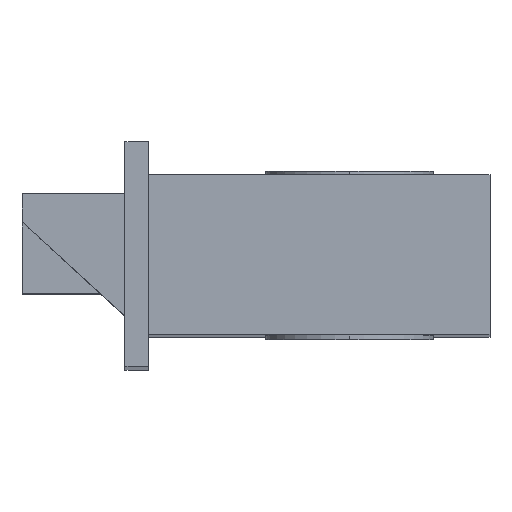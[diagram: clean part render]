
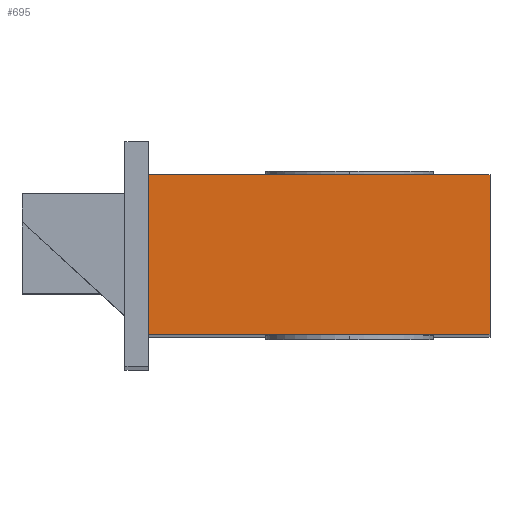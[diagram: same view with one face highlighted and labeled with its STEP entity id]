
A CAD part, top view. The second image highlights one B-rep face of the part: STEP entity #695.
In plain terms, the highlighted planar face has unit normal (0, 0, 1).
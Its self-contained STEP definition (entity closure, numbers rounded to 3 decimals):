
#44 = CARTESIAN_POINT ( 'NONE',  ( 2.5, -8.5, 65. ) ) ;
#134 = VECTOR ( 'NONE', #323, 1000. ) ;
#207 = VERTEX_POINT ( 'NONE', #1359 ) ;
#238 = DIRECTION ( 'NONE',  ( 1., 0., 0. ) ) ;
#274 = EDGE_CURVE ( 'NONE', #1586, #207, #1555, .T. ) ;
#292 = VECTOR ( 'NONE', #1216, 1000. ) ;
#309 = ORIENTED_EDGE ( 'NONE', *, *, #1068, .T. ) ;
#323 = DIRECTION ( 'NONE',  ( 0., -1., 0. ) ) ;
#392 = VERTEX_POINT ( 'NONE', #1763 ) ;
#399 = FACE_OUTER_BOUND ( 'NONE', #2145, .T. ) ;
#416 = ORIENTED_EDGE ( 'NONE', *, *, #2140, .T. ) ;
#502 = CARTESIAN_POINT ( 'NONE',  ( 2.5, -8.5, 65. ) ) ;
#582 = DIRECTION ( 'NONE',  ( 1., 0., 0. ) ) ;
#695 = ADVANCED_FACE ( 'NONE', ( #399 ), #723, .T. ) ;
#714 = CARTESIAN_POINT ( 'NONE',  ( 39., -8.5, 65. ) ) ;
#723 = PLANE ( 'NONE',  #1134 ) ;
#878 = DIRECTION ( 'NONE',  ( 0., 1., 0. ) ) ;
#1059 = CARTESIAN_POINT ( 'NONE',  ( 2.5, -8.5, 65. ) ) ;
#1068 = EDGE_CURVE ( 'NONE', #1586, #1196, #1148, .T. ) ;
#1134 = AXIS2_PLACEMENT_3D ( 'NONE', #1059, #1728, #238 ) ;
#1148 = LINE ( 'NONE', #502, #134 ) ;
#1196 = VERTEX_POINT ( 'NONE', #1483 ) ;
#1216 = DIRECTION ( 'NONE',  ( 1., 0., 0. ) ) ;
#1280 = CARTESIAN_POINT ( 'NONE',  ( 2.5, 8.5, 65. ) ) ;
#1281 = EDGE_CURVE ( 'NONE', #392, #207, #1932, .T. ) ;
#1283 = VECTOR ( 'NONE', #582, 1000. ) ;
#1359 = CARTESIAN_POINT ( 'NONE',  ( 39., 8.5, 65. ) ) ;
#1400 = CARTESIAN_POINT ( 'NONE',  ( 2.5, 8.5, 65. ) ) ;
#1483 = CARTESIAN_POINT ( 'NONE',  ( 2.5, -8.5, 65. ) ) ;
#1525 = VECTOR ( 'NONE', #878, 1000. ) ;
#1555 = LINE ( 'NONE', #1400, #1283 ) ;
#1586 = VERTEX_POINT ( 'NONE', #1280 ) ;
#1700 = ORIENTED_EDGE ( 'NONE', *, *, #1281, .T. ) ;
#1728 = DIRECTION ( 'NONE',  ( 0., 0., 1. ) ) ;
#1763 = CARTESIAN_POINT ( 'NONE',  ( 39., -8.5, 65. ) ) ;
#1932 = LINE ( 'NONE', #714, #1525 ) ;
#1940 = ORIENTED_EDGE ( 'NONE', *, *, #274, .F. ) ;
#2095 = LINE ( 'NONE', #44, #292 ) ;
#2140 = EDGE_CURVE ( 'NONE', #1196, #392, #2095, .T. ) ;
#2145 = EDGE_LOOP ( 'NONE', ( #309, #416, #1700, #1940 ) ) ;
